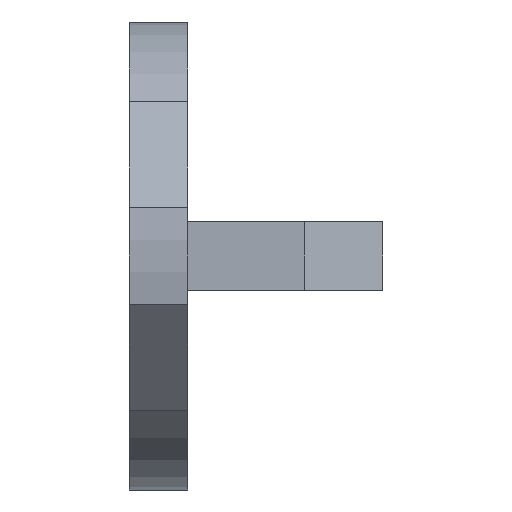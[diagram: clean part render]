
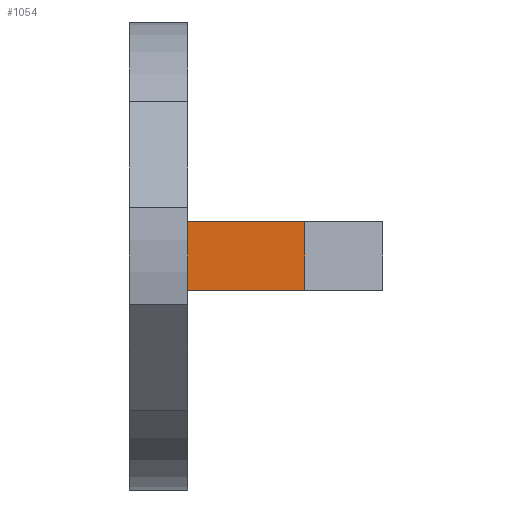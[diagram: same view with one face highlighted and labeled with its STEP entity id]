
A CAD part, left-side view. The second image highlights one B-rep face of the part: STEP entity #1054.
In plain terms, the highlighted planar face has unit normal (-1, 0, 0).
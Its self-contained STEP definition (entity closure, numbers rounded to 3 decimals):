
#7 = LINE ( 'NONE', #1134, #1124 ) ;
#25 = VECTOR ( 'NONE', #744, 1000. ) ;
#31 = PLANE ( 'NONE',  #515 ) ;
#151 = DIRECTION ( 'NONE',  ( 0., 0., -1. ) ) ;
#239 = CARTESIAN_POINT ( 'NONE',  ( -34.5, -6., 1.75 ) ) ;
#242 = ORIENTED_EDGE ( 'NONE', *, *, #1251, .T. ) ;
#291 = ORIENTED_EDGE ( 'NONE', *, *, #1264, .F. ) ;
#331 = LINE ( 'NONE', #973, #25 ) ;
#394 = DIRECTION ( 'NONE',  ( 0., 1., 0. ) ) ;
#468 = EDGE_CURVE ( 'NONE', #894, #625, #331, .T. ) ;
#515 = AXIS2_PLACEMENT_3D ( 'NONE', #1108, #824, #151 ) ;
#516 = CARTESIAN_POINT ( 'NONE',  ( -34.5, -6., 6.364 ) ) ;
#532 = DIRECTION ( 'NONE',  ( 0., 1., 0. ) ) ;
#625 = VERTEX_POINT ( 'NONE', #757 ) ;
#690 = CARTESIAN_POINT ( 'NONE',  ( -34.5, 0., 1.75 ) ) ;
#709 = EDGE_LOOP ( 'NONE', ( #813, #291, #242, #1343 ) ) ;
#744 = DIRECTION ( 'NONE',  ( 0., 0., -1. ) ) ;
#757 = CARTESIAN_POINT ( 'NONE',  ( -34.5, 0., -1.75 ) ) ;
#813 = ORIENTED_EDGE ( 'NONE', *, *, #1307, .F. ) ;
#824 = DIRECTION ( 'NONE',  ( 1., 0., 0. ) ) ;
#840 = VECTOR ( 'NONE', #532, 1000. ) ;
#894 = VERTEX_POINT ( 'NONE', #690 ) ;
#973 = CARTESIAN_POINT ( 'NONE',  ( -34.5, 0., 1.75 ) ) ;
#984 = VERTEX_POINT ( 'NONE', #239 ) ;
#1054 = ADVANCED_FACE ( 'NONE', ( #1206 ), #31, .F. ) ;
#1064 = VERTEX_POINT ( 'NONE', #1216 ) ;
#1094 = VECTOR ( 'NONE', #1232, 1000. ) ;
#1108 = CARTESIAN_POINT ( 'NONE',  ( -34.5, -10., 1.75 ) ) ;
#1124 = VECTOR ( 'NONE', #394, 1000. ) ;
#1134 = CARTESIAN_POINT ( 'NONE',  ( -34.5, -10., 1.75 ) ) ;
#1150 = CARTESIAN_POINT ( 'NONE',  ( -34.5, -10., -1.75 ) ) ;
#1206 = FACE_OUTER_BOUND ( 'NONE', #709, .T. ) ;
#1216 = CARTESIAN_POINT ( 'NONE',  ( -34.5, -6., -1.75 ) ) ;
#1232 = DIRECTION ( 'NONE',  ( 0., 0., -1. ) ) ;
#1251 = EDGE_CURVE ( 'NONE', #984, #894, #7, .T. ) ;
#1264 = EDGE_CURVE ( 'NONE', #984, #1064, #1350, .T. ) ;
#1285 = LINE ( 'NONE', #1150, #840 ) ;
#1307 = EDGE_CURVE ( 'NONE', #1064, #625, #1285, .T. ) ;
#1343 = ORIENTED_EDGE ( 'NONE', *, *, #468, .T. ) ;
#1350 = LINE ( 'NONE', #516, #1094 ) ;
